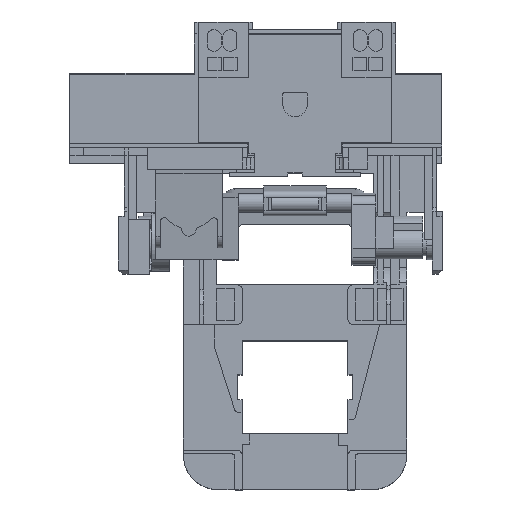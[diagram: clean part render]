
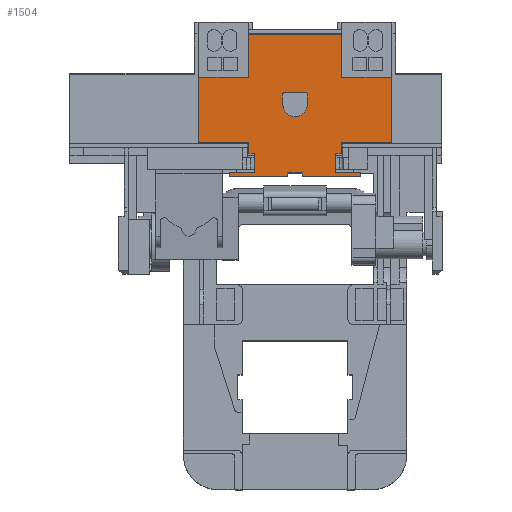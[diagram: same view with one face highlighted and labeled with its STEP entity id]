
A CAD part, top view. The second image highlights one B-rep face of the part: STEP entity #1504.
In plain terms, the highlighted planar face has unit normal (0, 0, 1).
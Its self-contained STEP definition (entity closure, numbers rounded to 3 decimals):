
#1504=ADVANCED_FACE('',(#3278,#3279),#3280,.T.);
#3278=FACE_OUTER_BOUND('',#5321,.T.);
#3279=FACE_BOUND('',#5322,.T.);
#3280=PLANE('',#5323);
#5321=EDGE_LOOP('',(#10031,#10032,#10033,#10034,#10035,#10036,#10037,#10038,#10039,#10040,#10041,#10042,#10043,#10044,#10045,#10046,#10047,#10048,#10049,#10050,#10051,#10052,#10053,#10054));
#5322=EDGE_LOOP('',(#10055,#10056,#10057,#10058,#10059,#10060));
#5323=AXIS2_PLACEMENT_3D('',#10061,#10062,#10063);
#10031=ORIENTED_EDGE('',*,*,#14140,.T.);
#10032=ORIENTED_EDGE('',*,*,#14181,.T.);
#10033=ORIENTED_EDGE('',*,*,#14177,.T.);
#10034=ORIENTED_EDGE('',*,*,#14174,.T.);
#10035=ORIENTED_EDGE('',*,*,#14202,.T.);
#10036=ORIENTED_EDGE('',*,*,#14170,.T.);
#10037=ORIENTED_EDGE('',*,*,#14203,.T.);
#10038=ORIENTED_EDGE('',*,*,#14165,.T.);
#10039=ORIENTED_EDGE('',*,*,#14160,.T.);
#10040=ORIENTED_EDGE('',*,*,#14156,.T.);
#10041=ORIENTED_EDGE('',*,*,#14200,.T.);
#10042=ORIENTED_EDGE('',*,*,#14145,.T.);
#10043=ORIENTED_EDGE('',*,*,#14198,.T.);
#10044=ORIENTED_EDGE('',*,*,#14151,.T.);
#10045=ORIENTED_EDGE('',*,*,#14148,.T.);
#10046=ORIENTED_EDGE('',*,*,#14006,.T.);
#10047=ORIENTED_EDGE('',*,*,#14186,.T.);
#10048=ORIENTED_EDGE('',*,*,#14204,.T.);
#10049=ORIENTED_EDGE('',*,*,#14205,.T.);
#10050=ORIENTED_EDGE('',*,*,#14206,.T.);
#10051=ORIENTED_EDGE('',*,*,#14207,.F.);
#10052=ORIENTED_EDGE('',*,*,#14208,.T.);
#10053=ORIENTED_EDGE('',*,*,#14209,.T.);
#10054=ORIENTED_EDGE('',*,*,#14188,.T.);
#10055=ORIENTED_EDGE('',*,*,#14127,.T.);
#10056=ORIENTED_EDGE('',*,*,#14135,.T.);
#10057=ORIENTED_EDGE('',*,*,#14131,.T.);
#10058=ORIENTED_EDGE('',*,*,#14114,.T.);
#10059=ORIENTED_EDGE('',*,*,#14119,.T.);
#10060=ORIENTED_EDGE('',*,*,#14123,.T.);
#10061=CARTESIAN_POINT('',(32.85,97.75,71.15));
#10062=DIRECTION('',(0.0,0.0,1.0));
#10063=DIRECTION('',(0.0,-1.0,0.0));
#14006=EDGE_CURVE('',#17302,#17300,#17303,.T.);
#14114=EDGE_CURVE('',#17466,#17467,#17468,.T.);
#14119=EDGE_CURVE('',#17467,#17475,#17476,.T.);
#14123=EDGE_CURVE('',#17475,#17481,#17482,.T.);
#14127=EDGE_CURVE('',#17481,#17487,#17488,.T.);
#14131=EDGE_CURVE('',#17493,#17466,#17494,.T.);
#14135=EDGE_CURVE('',#17487,#17493,#17499,.T.);
#14140=EDGE_CURVE('',#17505,#17503,#17506,.T.);
#14145=EDGE_CURVE('',#17514,#17512,#17515,.T.);
#14148=EDGE_CURVE('',#17518,#17302,#17519,.T.);
#14151=EDGE_CURVE('',#17522,#17518,#17523,.T.);
#14156=EDGE_CURVE('',#17531,#17529,#17532,.T.);
#14160=EDGE_CURVE('',#17536,#17531,#17537,.T.);
#14165=EDGE_CURVE('',#17544,#17536,#17545,.T.);
#14170=EDGE_CURVE('',#17553,#17551,#17554,.T.);
#14174=EDGE_CURVE('',#17559,#17557,#17560,.T.);
#14177=EDGE_CURVE('',#17563,#17559,#17564,.T.);
#14181=EDGE_CURVE('',#17503,#17563,#17569,.T.);
#14186=EDGE_CURVE('',#17300,#17574,#17576,.T.);
#14188=EDGE_CURVE('',#17578,#17505,#17579,.T.);
#14198=EDGE_CURVE('',#17512,#17522,#17593,.T.);
#14200=EDGE_CURVE('',#17529,#17514,#17595,.T.);
#14202=EDGE_CURVE('',#17557,#17553,#17597,.T.);
#14203=EDGE_CURVE('',#17551,#17544,#17598,.T.);
#14204=EDGE_CURVE('',#17574,#17599,#17600,.T.);
#14205=EDGE_CURVE('',#17599,#17601,#17602,.T.);
#14206=EDGE_CURVE('',#17601,#17603,#17604,.T.);
#14207=EDGE_CURVE('',#17605,#17603,#17606,.T.);
#14208=EDGE_CURVE('',#17605,#17607,#17608,.T.);
#14209=EDGE_CURVE('',#17607,#17578,#17609,.T.);
#17300=VERTEX_POINT('',#21972);
#17302=VERTEX_POINT('',#21975);
#17303=LINE('',#21976,#21977);
#17466=VERTEX_POINT('',#22212);
#17467=VERTEX_POINT('',#22213);
#17468=LINE('',#22214,#22215);
#17475=VERTEX_POINT('',#22225);
#17476=CIRCLE('',#22226,3.1);
#17481=VERTEX_POINT('',#22232);
#17482=LINE('',#22233,#22234);
#17487=VERTEX_POINT('',#22241);
#17488=CIRCLE('',#22242,0.4);
#17493=VERTEX_POINT('',#22248);
#17494=CIRCLE('',#22249,0.4);
#17499=LINE('',#22255,#22256);
#17503=VERTEX_POINT('',#22261);
#17505=VERTEX_POINT('',#22264);
#17506=LINE('',#22265,#22266);
#17512=VERTEX_POINT('',#22274);
#17514=VERTEX_POINT('',#22277);
#17515=LINE('',#22278,#22279);
#17518=VERTEX_POINT('',#22283);
#17519=LINE('',#22284,#22285);
#17522=VERTEX_POINT('',#22289);
#17523=LINE('',#22290,#22291);
#17529=VERTEX_POINT('',#22299);
#17531=VERTEX_POINT('',#22302);
#17532=LINE('',#22303,#22304);
#17536=VERTEX_POINT('',#22310);
#17537=LINE('',#22311,#22312);
#17544=VERTEX_POINT('',#22322);
#17545=LINE('',#22323,#22324);
#17551=VERTEX_POINT('',#22332);
#17553=VERTEX_POINT('',#22335);
#17554=LINE('',#22336,#22337);
#17557=VERTEX_POINT('',#22341);
#17559=VERTEX_POINT('',#22344);
#17560=LINE('',#22345,#22346);
#17563=VERTEX_POINT('',#22350);
#17564=LINE('',#22351,#22352);
#17569=LINE('',#22359,#22360);
#17574=VERTEX_POINT('',#22367);
#17576=LINE('',#22370,#22371);
#17578=VERTEX_POINT('',#22373);
#17579=LINE('',#22374,#22375);
#17593=LINE('',#22396,#22397);
#17595=LINE('',#22399,#22400);
#17597=LINE('',#22402,#22403);
#17598=LINE('',#22404,#22405);
#17599=VERTEX_POINT('',#22406);
#17600=LINE('',#22407,#22408);
#17601=VERTEX_POINT('',#22409);
#17602=LINE('',#22410,#22411);
#17603=VERTEX_POINT('',#22412);
#17604=LINE('',#22413,#22414);
#17605=VERTEX_POINT('',#22415);
#17606=LINE('',#22416,#22417);
#17607=VERTEX_POINT('',#22418);
#17608=LINE('',#22419,#22420);
#17609=LINE('',#22421,#22422);
#21972=CARTESIAN_POINT('',(69.2,88.4,71.15));
#21975=CARTESIAN_POINT('',(69.2,85.7,71.15));
#21976=CARTESIAN_POINT('',(69.2,92.4,71.15));
#21977=VECTOR('',#25903,1.0);
#22212=CARTESIAN_POINT('',(60.5,100.8,71.15));
#22213=CARTESIAN_POINT('',(60.5,98.1,71.15));
#22214=CARTESIAN_POINT('',(60.5,98.6,71.15));
#22215=VECTOR('',#26000,1.0);
#22225=CARTESIAN_POINT('',(54.3,98.1,71.15));
#22226=AXIS2_PLACEMENT_3D('',#26004,#26005,#26006);
#22232=CARTESIAN_POINT('',(54.3,100.8,71.15));
#22233=CARTESIAN_POINT('',(54.3,98.6,71.15));
#22234=VECTOR('',#26011,1.0);
#22241=CARTESIAN_POINT('',(54.7,101.2,71.15));
#22242=AXIS2_PLACEMENT_3D('',#26014,#26015,#26016);
#22248=CARTESIAN_POINT('',(60.1,101.2,71.15));
#22249=AXIS2_PLACEMENT_3D('',#26021,#26022,#26023);
#22255=CARTESIAN_POINT('',(45.125,101.2,71.15));
#22256=VECTOR('',#26028,1.0);
#22261=CARTESIAN_POINT('',(45.6,88.4,71.15));
#22264=CARTESIAN_POINT('',(32.85,88.4,71.15));
#22265=CARTESIAN_POINT('',(34.175,88.4,71.15));
#22266=VECTOR('',#26031,1.0);
#22274=CARTESIAN_POINT('',(74.05,80.7,71.15));
#22277=CARTESIAN_POINT('',(74.05,79.7,71.15));
#22278=CARTESIAN_POINT('',(74.05,88.975,71.15));
#22279=VECTOR('',#26035,1.0);
#22283=CARTESIAN_POINT('',(67.75,85.7,71.15));
#22284=CARTESIAN_POINT('',(50.663,85.7,71.15));
#22285=VECTOR('',#26037,1.0);
#22289=CARTESIAN_POINT('',(67.75,80.7,71.15));
#22290=CARTESIAN_POINT('',(67.75,90.475,71.15));
#22291=VECTOR('',#26039,1.0);
#22299=CARTESIAN_POINT('',(59.25,79.7,71.15));
#22302=CARTESIAN_POINT('',(59.25,80.7,71.15));
#22303=CARTESIAN_POINT('',(59.25,88.975,71.15));
#22304=VECTOR('',#26043,1.0);
#22310=CARTESIAN_POINT('',(55.55,80.7,71.15));
#22311=CARTESIAN_POINT('',(45.125,80.7,71.15));
#22312=VECTOR('',#26046,1.0);
#22322=CARTESIAN_POINT('',(55.55,79.7,71.15));
#22323=CARTESIAN_POINT('',(55.55,88.975,71.15));
#22324=VECTOR('',#26050,1.0);
#22332=CARTESIAN_POINT('',(40.75,79.7,71.15));
#22335=CARTESIAN_POINT('',(40.75,80.7,71.15));
#22336=CARTESIAN_POINT('',(40.75,88.975,71.15));
#22337=VECTOR('',#26054,1.0);
#22341=CARTESIAN_POINT('',(47.05,80.7,71.15));
#22344=CARTESIAN_POINT('',(47.05,85.7,71.15));
#22345=CARTESIAN_POINT('',(47.05,90.475,71.15));
#22346=VECTOR('',#26057,1.0);
#22350=CARTESIAN_POINT('',(45.6,85.7,71.15));
#22351=CARTESIAN_POINT('',(39.588,85.7,71.15));
#22352=VECTOR('',#26059,1.0);
#22359=CARTESIAN_POINT('',(45.6,92.4,71.15));
#22360=VECTOR('',#26062,1.0);
#22367=CARTESIAN_POINT('',(81.95,88.4,71.15));
#22370=CARTESIAN_POINT('',(55.325,88.4,71.15));
#22371=VECTOR('',#26066,1.0);
#22373=CARTESIAN_POINT('',(32.85,105.,71.15));
#22374=CARTESIAN_POINT('',(32.85,115.8,71.15));
#22375=VECTOR('',#26067,1.0);
#22396=CARTESIAN_POINT('',(51.875,80.7,71.15));
#22397=VECTOR('',#26075,1.0);
#22399=CARTESIAN_POINT('',(32.85,79.7,71.15));
#22400=VECTOR('',#26076,1.0);
#22402=CARTESIAN_POINT('',(38.375,80.7,71.15));
#22403=VECTOR('',#26077,1.0);
#22404=CARTESIAN_POINT('',(32.85,79.7,71.15));
#22405=VECTOR('',#26078,1.0);
#22406=CARTESIAN_POINT('',(81.95,105.,71.15));
#22407=CARTESIAN_POINT('',(81.95,115.8,71.15));
#22408=VECTOR('',#26079,1.0);
#22409=CARTESIAN_POINT('',(69.25,105.,71.15));
#22410=CARTESIAN_POINT('',(54.225,105.,71.15));
#22411=VECTOR('',#26080,1.0);
#22412=CARTESIAN_POINT('',(69.25,115.8,71.15));
#22413=CARTESIAN_POINT('',(69.25,104.9,71.15));
#22414=VECTOR('',#26081,1.0);
#22415=CARTESIAN_POINT('',(45.55,115.8,71.15));
#22416=CARTESIAN_POINT('',(32.85,115.8,71.15));
#22417=VECTOR('',#26082,1.0);
#22418=CARTESIAN_POINT('',(45.55,105.,71.15));
#22419=CARTESIAN_POINT('',(45.55,104.9,71.15));
#22420=VECTOR('',#26083,1.0);
#22421=CARTESIAN_POINT('',(36.025,105.,71.15));
#22422=VECTOR('',#26084,1.0);
#25903=DIRECTION('',(0.0,1.0,0.0));
#26000=DIRECTION('',(0.0,-1.0,0.0));
#26004=CARTESIAN_POINT('',(57.4,98.1,71.15));
#26005=DIRECTION('',(0.0,0.0,-1.0));
#26006=DIRECTION('',(-1.0,0.0,0.0));
#26011=DIRECTION('',(0.0,1.0,0.0));
#26014=CARTESIAN_POINT('',(54.7,100.8,71.15));
#26015=DIRECTION('',(0.0,0.0,-1.0));
#26016=DIRECTION('',(0.,1.0,0.0));
#26021=CARTESIAN_POINT('',(60.1,100.8,71.15));
#26022=DIRECTION('',(0.0,0.0,-1.0));
#26023=DIRECTION('',(1.0,0.,0.0));
#26028=DIRECTION('',(1.0,0.0,0.0));
#26031=DIRECTION('',(1.0,0.0,0.0));
#26035=DIRECTION('',(0.0,1.0,0.0));
#26037=DIRECTION('',(1.0,0.0,0.0));
#26039=DIRECTION('',(0.0,1.0,0.0));
#26043=DIRECTION('',(0.0,-1.0,0.0));
#26046=DIRECTION('',(1.0,0.0,0.0));
#26050=DIRECTION('',(0.0,1.0,0.0));
#26054=DIRECTION('',(0.0,-1.0,0.0));
#26057=DIRECTION('',(0.0,-1.0,0.0));
#26059=DIRECTION('',(1.0,0.0,0.0));
#26062=DIRECTION('',(0.0,-1.0,0.0));
#26066=DIRECTION('',(1.0,0.0,0.0));
#26067=DIRECTION('',(0.0,-1.0,0.0));
#26075=DIRECTION('',(-1.0,-0.0,0.0));
#26076=DIRECTION('',(1.0,0.0,0.0));
#26077=DIRECTION('',(-1.0,-0.0,0.0));
#26078=DIRECTION('',(1.0,0.0,0.0));
#26079=DIRECTION('',(0.0,1.0,0.0));
#26080=DIRECTION('',(-1.0,0.0,0.0));
#26081=DIRECTION('',(0.0,1.0,0.0));
#26082=DIRECTION('',(1.0,0.0,0.0));
#26083=DIRECTION('',(0.0,-1.0,0.0));
#26084=DIRECTION('',(-1.0,0.0,0.0));
